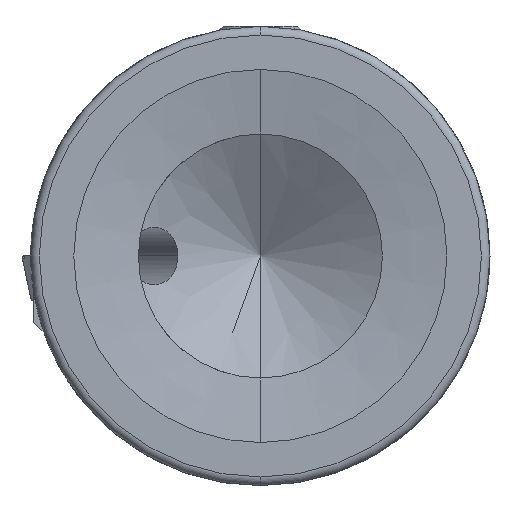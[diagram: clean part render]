
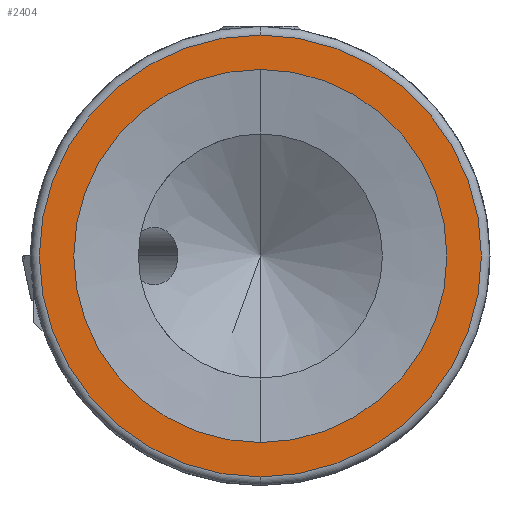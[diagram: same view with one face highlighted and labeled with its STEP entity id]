
A CAD part, left-side view. The second image highlights one B-rep face of the part: STEP entity #2404.
In plain terms, the highlighted planar face has unit normal (-1, 0, 0).
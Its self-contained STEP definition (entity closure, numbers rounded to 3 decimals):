
#82 = EDGE_CURVE ( 'NONE', #23017, #24550, #11498, .T. ) ;
#142 = EDGE_CURVE ( 'NONE', #24550, #23017, #7124, .T. ) ;
#502 = ORIENTED_EDGE ( 'NONE', *, *, #82, .F. ) ;
#780 = CARTESIAN_POINT ( 'NONE',  ( -17., 0., 0. ) ) ;
#1797 = EDGE_CURVE ( 'NONE', #3878, #13337, #13945, .T. ) ;
#2404 = ADVANCED_FACE ( 'NONE', ( #8963, #20089 ), #2967, .F. ) ;
#2891 = CARTESIAN_POINT ( 'NONE',  ( -17., 0., 7.7 ) ) ;
#2910 = CIRCLE ( 'NONE', #10484, 7.7 ) ;
#2967 = PLANE ( 'NONE',  #20728 ) ;
#3219 = DIRECTION ( 'NONE',  ( 1., 0., 0. ) ) ;
#3878 = VERTEX_POINT ( 'NONE', #2891 ) ;
#4153 = ORIENTED_EDGE ( 'NONE', *, *, #142, .F. ) ;
#7124 = CIRCLE ( 'NONE', #21457, 6.5 ) ;
#7661 = EDGE_CURVE ( 'NONE', #13337, #3878, #2910, .T. ) ;
#8963 = FACE_BOUND ( 'NONE', #20472, .T. ) ;
#9344 = ORIENTED_EDGE ( 'NONE', *, *, #1797, .T. ) ;
#9404 = CARTESIAN_POINT ( 'NONE',  ( -17., 0., 0. ) ) ;
#9494 = AXIS2_PLACEMENT_3D ( 'NONE', #12945, #14940, #14826 ) ;
#10398 = DIRECTION ( 'NONE',  ( 0., 0., 1. ) ) ;
#10484 = AXIS2_PLACEMENT_3D ( 'NONE', #780, #18269, #10398 ) ;
#10836 = DIRECTION ( 'NONE',  ( 0., 0., -1. ) ) ;
#11498 = CIRCLE ( 'NONE', #9494, 6.5 ) ;
#12945 = CARTESIAN_POINT ( 'NONE',  ( -17., 0., 0. ) ) ;
#13337 = VERTEX_POINT ( 'NONE', #23690 ) ;
#13945 = CIRCLE ( 'NONE', #23919, 7.7 ) ;
#14826 = DIRECTION ( 'NONE',  ( 0., 0., 1. ) ) ;
#14940 = DIRECTION ( 'NONE',  ( -1., 0., 0. ) ) ;
#15183 = EDGE_LOOP ( 'NONE', ( #9344, #20925 ) ) ;
#15580 = CARTESIAN_POINT ( 'NONE',  ( -17., 0., 6.5 ) ) ;
#17033 = DIRECTION ( 'NONE',  ( -1., 0., 0. ) ) ;
#18269 = DIRECTION ( 'NONE',  ( -1., 0., 0. ) ) ;
#18928 = DIRECTION ( 'NONE',  ( -1., 0., 0. ) ) ;
#20089 = FACE_OUTER_BOUND ( 'NONE', #15183, .T. ) ;
#20324 = CARTESIAN_POINT ( 'NONE',  ( -17., 6.5, 0. ) ) ;
#20472 = EDGE_LOOP ( 'NONE', ( #4153, #502 ) ) ;
#20673 = DIRECTION ( 'NONE',  ( 0., 0., 1. ) ) ;
#20728 = AXIS2_PLACEMENT_3D ( 'NONE', #20324, #3219, #10836 ) ;
#20750 = CARTESIAN_POINT ( 'NONE',  ( -17., 0., -6.5 ) ) ;
#20925 = ORIENTED_EDGE ( 'NONE', *, *, #7661, .T. ) ;
#21457 = AXIS2_PLACEMENT_3D ( 'NONE', #22668, #18928, #20673 ) ;
#22668 = CARTESIAN_POINT ( 'NONE',  ( -17., 0., 0. ) ) ;
#23017 = VERTEX_POINT ( 'NONE', #20750 ) ;
#23690 = CARTESIAN_POINT ( 'NONE',  ( -17., 0., -7.7 ) ) ;
#23919 = AXIS2_PLACEMENT_3D ( 'NONE', #9404, #17033, #24651 ) ;
#24550 = VERTEX_POINT ( 'NONE', #15580 ) ;
#24651 = DIRECTION ( 'NONE',  ( 0., 0., 1. ) ) ;
